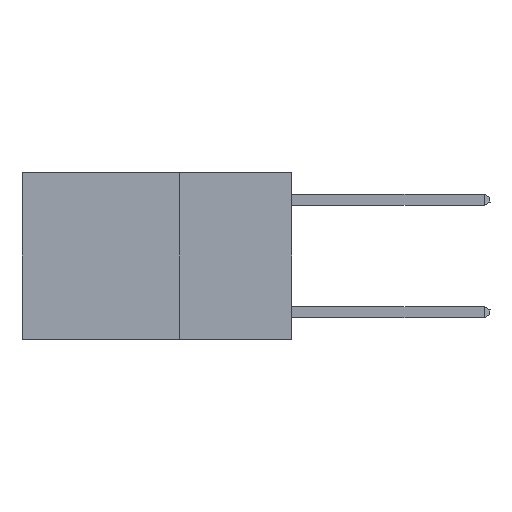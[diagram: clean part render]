
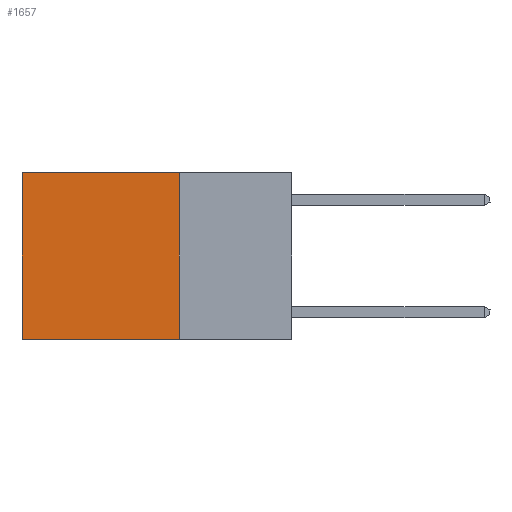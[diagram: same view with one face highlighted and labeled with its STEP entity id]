
A CAD part, left-side view. The second image highlights one B-rep face of the part: STEP entity #1657.
In plain terms, the highlighted planar face has unit normal (-1, 0, 0).
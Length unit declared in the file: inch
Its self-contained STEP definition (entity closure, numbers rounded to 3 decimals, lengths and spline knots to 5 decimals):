
#125 = ORIENTED_EDGE ( 'NONE', *, *, #17739, .F. ) ;
#1657 = ADVANCED_FACE ( 'NONE', ( #29108 ), #26853, .F. ) ;
#2173 = VECTOR ( 'NONE', #19167, 39.37008 ) ;
#2975 = DIRECTION ( 'NONE',  ( 0., 0., -1. ) ) ;
#3674 = CARTESIAN_POINT ( 'NONE',  ( 0.2625, 0.25, -0.37 ) ) ;
#4948 = CARTESIAN_POINT ( 'NONE',  ( 0.2625, 0.25, -0.37 ) ) ;
#5140 = EDGE_LOOP ( 'NONE', ( #18958, #125, #19563, #21944 ) ) ;
#7683 = CARTESIAN_POINT ( 'NONE',  ( 0.2625, 0.25, 0. ) ) ;
#8974 = VECTOR ( 'NONE', #23866, 39.37008 ) ;
#9063 = EDGE_CURVE ( 'NONE', #12256, #18888, #28153, .T. ) ;
#10129 = VECTOR ( 'NONE', #10349, 39.37008 ) ;
#10349 = DIRECTION ( 'NONE',  ( 0., 0., -1. ) ) ;
#10963 = VERTEX_POINT ( 'NONE', #21553 ) ;
#11109 = CARTESIAN_POINT ( 'NONE',  ( 0.2625, 0.6, 0. ) ) ;
#12256 = VERTEX_POINT ( 'NONE', #29235 ) ;
#14221 = EDGE_CURVE ( 'NONE', #15437, #10963, #23522, .T. ) ;
#14341 = CARTESIAN_POINT ( 'NONE',  ( 0.2625, 0.25, 0. ) ) ;
#15203 = DIRECTION ( 'NONE',  ( 1., 0., 0. ) ) ;
#15437 = VERTEX_POINT ( 'NONE', #11109 ) ;
#16324 = LINE ( 'NONE', #4948, #28548 ) ;
#16950 = EDGE_CURVE ( 'NONE', #12256, #15437, #17128, .T. ) ;
#17128 = LINE ( 'NONE', #26245, #8974 ) ;
#17739 = EDGE_CURVE ( 'NONE', #18888, #10963, #16324, .T. ) ;
#18888 = VERTEX_POINT ( 'NONE', #3674 ) ;
#18958 = ORIENTED_EDGE ( 'NONE', *, *, #14221, .T. ) ;
#19167 = DIRECTION ( 'NONE',  ( 0., 0., -1. ) ) ;
#19563 = ORIENTED_EDGE ( 'NONE', *, *, #9063, .F. ) ;
#20985 = CARTESIAN_POINT ( 'NONE',  ( 0.2625, 0.6, 0. ) ) ;
#21553 = CARTESIAN_POINT ( 'NONE',  ( 0.2625, 0.6, -0.37 ) ) ;
#21944 = ORIENTED_EDGE ( 'NONE', *, *, #16950, .T. ) ;
#23522 = LINE ( 'NONE', #20985, #2173 ) ;
#23866 = DIRECTION ( 'NONE',  ( 0., 1., 0. ) ) ;
#26245 = CARTESIAN_POINT ( 'NONE',  ( 0.2625, 0.25, 0. ) ) ;
#26853 = PLANE ( 'NONE',  #27528 ) ;
#27098 = DIRECTION ( 'NONE',  ( 0., 1., 0. ) ) ;
#27528 = AXIS2_PLACEMENT_3D ( 'NONE', #14341, #15203, #2975 ) ;
#28153 = LINE ( 'NONE', #7683, #10129 ) ;
#28548 = VECTOR ( 'NONE', #27098, 39.37008 ) ;
#29108 = FACE_OUTER_BOUND ( 'NONE', #5140, .T. ) ;
#29235 = CARTESIAN_POINT ( 'NONE',  ( 0.2625, 0.25, 0. ) ) ;
